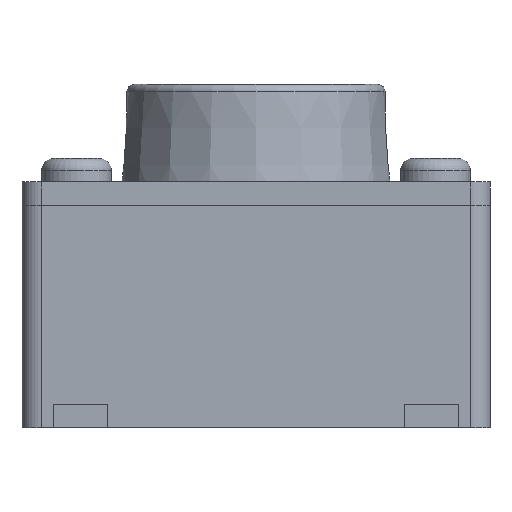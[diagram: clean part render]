
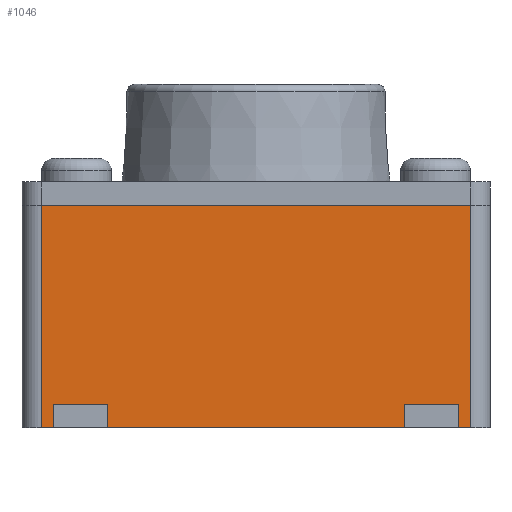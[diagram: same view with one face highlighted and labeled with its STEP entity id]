
A CAD part, left-side view. The second image highlights one B-rep face of the part: STEP entity #1046.
In plain terms, the highlighted planar face has unit normal (-1, 0, 0).
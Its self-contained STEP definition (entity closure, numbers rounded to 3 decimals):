
#71=PLANE('',#1192);
#122=LINE('',#1707,#213);
#123=LINE('',#1710,#214);
#124=LINE('',#1712,#215);
#125=LINE('',#1713,#216);
#213=VECTOR('',#1380,10.);
#214=VECTOR('',#1383,10.);
#215=VECTOR('',#1384,10.);
#216=VECTOR('',#1385,10.);
#324=FACE_OUTER_BOUND('',#390,.T.);
#390=EDGE_LOOP('',(#807,#808,#809,#810));
#531=VERTEX_POINT('',#1703);
#532=VERTEX_POINT('',#1705);
#533=VERTEX_POINT('',#1709);
#534=VERTEX_POINT('',#1711);
#639=EDGE_CURVE('',#531,#532,#122,.T.);
#640=EDGE_CURVE('',#531,#533,#123,.T.);
#641=EDGE_CURVE('',#534,#532,#124,.T.);
#642=EDGE_CURVE('',#533,#534,#125,.T.);
#807=ORIENTED_EDGE('',*,*,#640,.F.);
#808=ORIENTED_EDGE('',*,*,#639,.T.);
#809=ORIENTED_EDGE('',*,*,#641,.F.);
#810=ORIENTED_EDGE('',*,*,#642,.F.);
#1046=ADVANCED_FACE('',(#324),#71,.T.);
#1192=AXIS2_PLACEMENT_3D('',#1708,#1381,#1382);
#1380=DIRECTION('',(0.,0.,1.));
#1381=DIRECTION('center_axis',(-1.,0.,0.));
#1382=DIRECTION('ref_axis',(0.,-1.,0.));
#1383=DIRECTION('',(0.,1.,0.));
#1384=DIRECTION('',(0.,-1.,0.));
#1385=DIRECTION('',(0.,0.,1.));
#1703=CARTESIAN_POINT('',(-3.,-2.75,0.));
#1705=CARTESIAN_POINT('',(-3.,-2.75,2.85));
#1707=CARTESIAN_POINT('',(-3.,-2.75,0.));
#1708=CARTESIAN_POINT('Origin',(-3.,2.75,0.));
#1709=CARTESIAN_POINT('',(-3.,2.75,0.));
#1710=CARTESIAN_POINT('',(-3.,-2.75,0.));
#1711=CARTESIAN_POINT('',(-3.,2.75,2.85));
#1712=CARTESIAN_POINT('',(-3.,-2.75,2.85));
#1713=CARTESIAN_POINT('',(-3.,2.75,0.));
